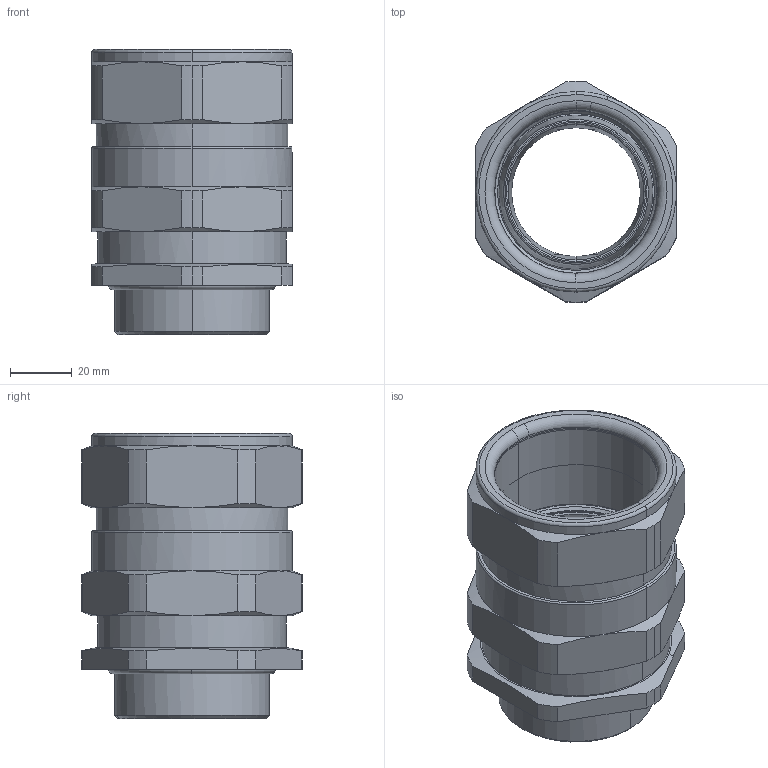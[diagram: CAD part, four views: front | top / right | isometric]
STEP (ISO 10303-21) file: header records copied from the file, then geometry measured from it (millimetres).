
FILE_DESCRIPTION(('CATIA V5 STEP Exchange','CAx-IF Rec.Pracs.--- Model Styling and Organization---1.4--- 2014-01-23'),'2;1');
FILE_NAME ('160937-1_1_1188910000_1188910000.stp','2020-12-11T06:21:51+00:00',('none'),('Weidmueller'),'CATIA Version 5-6 Release 2016 SP3 HF44','CATIA V5 STEP AP214','none');
FILE_SCHEMA(('AUTOMOTIVE_DESIGN { 1 0 10303 214 1 1 1 1 }'));
Length unit declared in the file: millimetre
Products named in the file (1): E1WF_M50-M50_Min_New
Bounding box: 65 x 71.5 x 92.35 mm (x, y, z)
Volume: 111689.1 mm3; surface area: 72319.5 mm2
Topology: 5 solids, 5 shells, 241 faces, 559 edges, 342 vertices
Faces by surface type: cone 77, cylinder 74, torus 48, plane 42
Entity records: 6574 total; most frequent: CARTESIAN_POINT 1410, ORIENTED_EDGE 1118, DIRECTION 880, EDGE_CURVE 559, AXIS2_PLACEMENT_3D 535, VERTEX_POINT 342, CIRCLE 339, EDGE_LOOP 265
